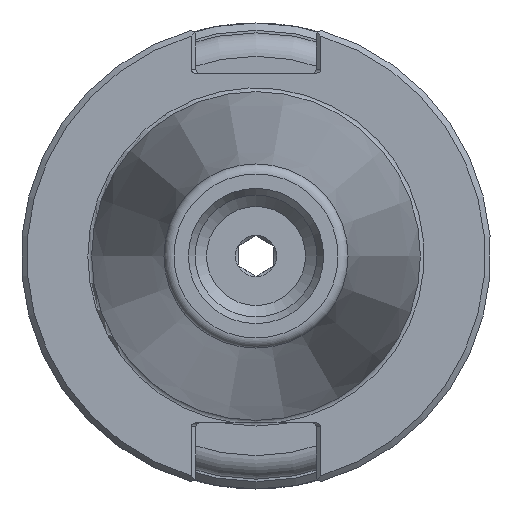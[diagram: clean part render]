
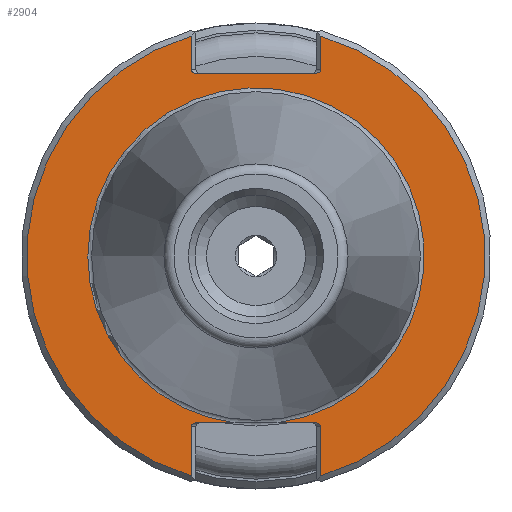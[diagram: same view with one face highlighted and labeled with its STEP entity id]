
A CAD part, left-side view. The second image highlights one B-rep face of the part: STEP entity #2904.
In plain terms, the highlighted planar face has unit normal (-1, 0, 0).
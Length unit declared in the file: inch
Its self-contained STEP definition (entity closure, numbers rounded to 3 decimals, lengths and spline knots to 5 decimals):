
#116=ELLIPSE('',#3125,0.02828,0.02);
#117=ELLIPSE('',#3127,0.02828,0.02);
#118=ELLIPSE('',#3128,0.02828,0.02);
#119=ELLIPSE('',#3130,0.02828,0.02);
#136=LINE('',#4303,#288);
#142=LINE('',#4331,#294);
#143=LINE('',#4335,#295);
#144=LINE('',#4339,#296);
#145=LINE('',#4344,#297);
#146=LINE('',#4348,#298);
#147=LINE('',#4351,#299);
#288=VECTOR('',#3501,0.63343);
#294=VECTOR('',#3515,0.205);
#295=VECTOR('',#3518,0.2622);
#296=VECTOR('',#3521,0.1782);
#297=VECTOR('',#3526,0.1782);
#298=VECTOR('',#3529,0.2622);
#299=VECTOR('',#3532,0.205);
#504=PLANE('',#3124);
#706=FACE_OUTER_BOUND('',#914,.T.);
#914=EDGE_LOOP('',(#1996,#1997,#1998,#1999,#2000,#2001,#2002,#2003,#2004,
#2005,#2006,#2007,#2008,#2009));
#1141=CIRCLE('',#3122,0.895);
#1143=CIRCLE('',#3126,1.22);
#1144=CIRCLE('',#3129,1.22);
#1272=VERTEX_POINT('',#4299);
#1274=VERTEX_POINT('',#4302);
#1278=VERTEX_POINT('',#4313);
#1279=VERTEX_POINT('',#4314);
#1281=VERTEX_POINT('',#4330);
#1282=VERTEX_POINT('',#4332);
#1283=VERTEX_POINT('',#4334);
#1284=VERTEX_POINT('',#4336);
#1285=VERTEX_POINT('',#4338);
#1286=VERTEX_POINT('',#4341);
#1287=VERTEX_POINT('',#4343);
#1288=VERTEX_POINT('',#4345);
#1289=VERTEX_POINT('',#4347);
#1290=VERTEX_POINT('',#4349);
#1556=EDGE_CURVE('',#1272,#1274,#136,.T.);
#1563=EDGE_CURVE('',#1278,#1279,#1141,.T.);
#1565=EDGE_CURVE('',#1281,#1278,#142,.T.);
#1566=EDGE_CURVE('',#1282,#1281,#116,.T.);
#1567=EDGE_CURVE('',#1283,#1282,#143,.T.);
#1568=EDGE_CURVE('',#1284,#1283,#1143,.T.);
#1569=EDGE_CURVE('',#1285,#1284,#144,.T.);
#1570=EDGE_CURVE('',#1274,#1285,#117,.T.);
#1571=EDGE_CURVE('',#1286,#1272,#118,.T.);
#1572=EDGE_CURVE('',#1287,#1286,#145,.T.);
#1573=EDGE_CURVE('',#1288,#1287,#1144,.T.);
#1574=EDGE_CURVE('',#1289,#1288,#146,.T.);
#1575=EDGE_CURVE('',#1290,#1289,#119,.T.);
#1576=EDGE_CURVE('',#1279,#1290,#147,.T.);
#1996=ORIENTED_EDGE('',*,*,#1563,.F.);
#1997=ORIENTED_EDGE('',*,*,#1565,.F.);
#1998=ORIENTED_EDGE('',*,*,#1566,.F.);
#1999=ORIENTED_EDGE('',*,*,#1567,.F.);
#2000=ORIENTED_EDGE('',*,*,#1568,.F.);
#2001=ORIENTED_EDGE('',*,*,#1569,.F.);
#2002=ORIENTED_EDGE('',*,*,#1570,.F.);
#2003=ORIENTED_EDGE('',*,*,#1556,.F.);
#2004=ORIENTED_EDGE('',*,*,#1571,.F.);
#2005=ORIENTED_EDGE('',*,*,#1572,.F.);
#2006=ORIENTED_EDGE('',*,*,#1573,.F.);
#2007=ORIENTED_EDGE('',*,*,#1574,.F.);
#2008=ORIENTED_EDGE('',*,*,#1575,.F.);
#2009=ORIENTED_EDGE('',*,*,#1576,.F.);
#2904=ADVANCED_FACE('',(#706),#504,.T.);
#3122=AXIS2_PLACEMENT_3D('',#4326,#3509,#3510);
#3124=AXIS2_PLACEMENT_3D('',#4329,#3513,#3514);
#3125=AXIS2_PLACEMENT_3D('',#4333,#3516,#3517);
#3126=AXIS2_PLACEMENT_3D('',#4337,#3519,#3520);
#3127=AXIS2_PLACEMENT_3D('',#4340,#3522,#3523);
#3128=AXIS2_PLACEMENT_3D('',#4342,#3524,#3525);
#3129=AXIS2_PLACEMENT_3D('',#4346,#3527,#3528);
#3130=AXIS2_PLACEMENT_3D('',#4350,#3530,#3531);
#3501=DIRECTION('',(0.,-1.,0.));
#3509=DIRECTION('center_axis',(-1.,0.,0.));
#3510=DIRECTION('ref_axis',(0.,-1.,0.));
#3513=DIRECTION('center_axis',(-1.,0.,0.));
#3514=DIRECTION('ref_axis',(0.,0.,1.));
#3515=DIRECTION('',(0.,1.,0.));
#3516=DIRECTION('center_axis',(-1.,0.,0.));
#3517=DIRECTION('ref_axis',(0.,-1.,0.));
#3518=DIRECTION('',(0.,0.,1.));
#3519=DIRECTION('center_axis',(1.,0.,0.));
#3520=DIRECTION('ref_axis',(0.,-1.,0.));
#3521=DIRECTION('',(0.,0.,1.));
#3522=DIRECTION('center_axis',(-1.,0.,0.));
#3523=DIRECTION('ref_axis',(0.,-1.,0.));
#3524=DIRECTION('center_axis',(-1.,0.,0.));
#3525=DIRECTION('ref_axis',(0.,1.,0.));
#3526=DIRECTION('',(0.,0.,-1.));
#3527=DIRECTION('center_axis',(1.,0.,0.));
#3528=DIRECTION('ref_axis',(0.,1.,0.));
#3529=DIRECTION('',(0.,0.,-1.));
#3530=DIRECTION('center_axis',(-1.,0.,0.));
#3531=DIRECTION('ref_axis',(0.,1.,0.));
#3532=DIRECTION('',(0.,1.,0.));
#4299=CARTESIAN_POINT('',(0.125,0.31672,0.972));
#4302=CARTESIAN_POINT('',(0.125,-0.31672,0.972));
#4303=CARTESIAN_POINT('',(0.125,0.53125,0.972));
#4313=CARTESIAN_POINT('',(0.125,-0.11172,-0.888));
#4314=CARTESIAN_POINT('',(0.125,0.11172,-0.888));
#4326=CARTESIAN_POINT('Origin',(0.125,0.,0.));
#4329=CARTESIAN_POINT('Origin',(0.125,1.0625,0.));
#4330=CARTESIAN_POINT('',(0.125,-0.31672,-0.888));
#4331=CARTESIAN_POINT('',(0.125,0.53125,-0.888));
#4332=CARTESIAN_POINT('',(0.125,-0.345,-0.908));
#4333=CARTESIAN_POINT('Origin',(0.125,-0.31672,-0.908));
#4334=CARTESIAN_POINT('',(0.125,-0.345,-1.1702));
#4335=CARTESIAN_POINT('',(0.125,-0.345,-0.444));
#4336=CARTESIAN_POINT('',(0.125,-0.345,1.1702));
#4337=CARTESIAN_POINT('Origin',(0.125,0.,0.));
#4338=CARTESIAN_POINT('',(0.125,-0.345,0.992));
#4339=CARTESIAN_POINT('',(0.125,-0.345,0.486));
#4340=CARTESIAN_POINT('Origin',(0.125,-0.31672,0.992));
#4341=CARTESIAN_POINT('',(0.125,0.345,0.992));
#4342=CARTESIAN_POINT('Origin',(0.125,0.31672,0.992));
#4343=CARTESIAN_POINT('',(0.125,0.345,1.1702));
#4344=CARTESIAN_POINT('',(0.125,0.345,0.486));
#4345=CARTESIAN_POINT('',(0.125,0.345,-1.1702));
#4346=CARTESIAN_POINT('Origin',(0.125,0.,0.));
#4347=CARTESIAN_POINT('',(0.125,0.345,-0.908));
#4348=CARTESIAN_POINT('',(0.125,0.345,-0.444));
#4349=CARTESIAN_POINT('',(0.125,0.31672,-0.888));
#4350=CARTESIAN_POINT('Origin',(0.125,0.31672,-0.908));
#4351=CARTESIAN_POINT('',(0.125,0.53125,-0.888));
